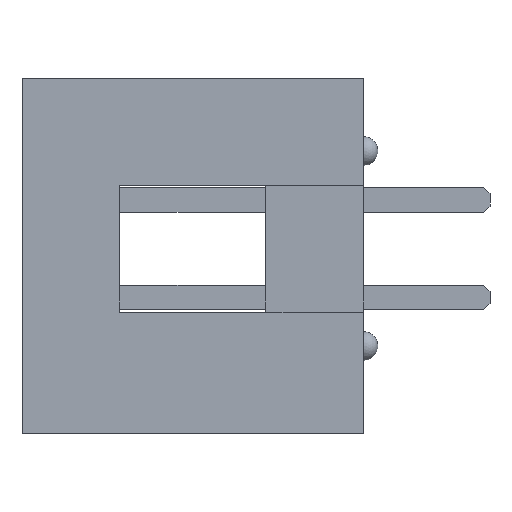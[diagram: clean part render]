
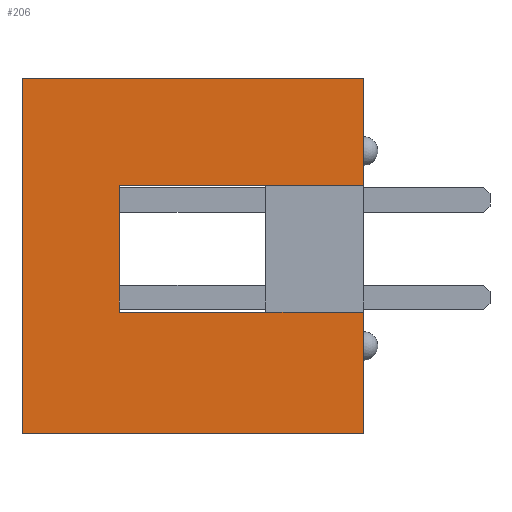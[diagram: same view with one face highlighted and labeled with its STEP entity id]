
A CAD part, left-side view. The second image highlights one B-rep face of the part: STEP entity #206.
In plain terms, the highlighted planar face has unit normal (-1, 0, 0).
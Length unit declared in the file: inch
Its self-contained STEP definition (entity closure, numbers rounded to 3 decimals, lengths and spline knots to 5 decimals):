
#206 = ADVANCED_FACE( '', ( #339 ), #340, .F. );
#339 = FACE_OUTER_BOUND( '', #528, .T. );
#340 = PLANE( '', #529 );
#528 = EDGE_LOOP( '', ( #970, #971, #972, #973, #974, #975, #976, #977 ) );
#529 = AXIS2_PLACEMENT_3D( '', #978, #979, #980 );
#970 = ORIENTED_EDGE( '', *, *, #1531, .F. );
#971 = ORIENTED_EDGE( '', *, *, #1514, .F. );
#972 = ORIENTED_EDGE( '', *, *, #1524, .F. );
#973 = ORIENTED_EDGE( '', *, *, #1462, .F. );
#974 = ORIENTED_EDGE( '', *, *, #1507, .T. );
#975 = ORIENTED_EDGE( '', *, *, #1467, .T. );
#976 = ORIENTED_EDGE( '', *, *, #1523, .F. );
#977 = ORIENTED_EDGE( '', *, *, #1533, .F. );
#978 = CARTESIAN_POINT( '', ( -0.175, 0., 0. ) );
#979 = DIRECTION( '', ( 1., 0., 0. ) );
#980 = DIRECTION( '', ( 0., 0., -1. ) );
#1462 = EDGE_CURVE( '', #1754, #1747, #1756, .T. );
#1467 = EDGE_CURVE( '', #1764, #1762, #1765, .T. );
#1507 = EDGE_CURVE( '', #1754, #1764, #1827, .T. );
#1514 = EDGE_CURVE( '', #1835, #1837, #1838, .T. );
#1523 = EDGE_CURVE( '', #1851, #1762, #1853, .T. );
#1524 = EDGE_CURVE( '', #1747, #1835, #1854, .T. );
#1531 = EDGE_CURVE( '', #1837, #1855, #1865, .T. );
#1533 = EDGE_CURVE( '', #1855, #1851, #1867, .T. );
#1747 = VERTEX_POINT( '', #2207 );
#1754 = VERTEX_POINT( '', #2217 );
#1756 = LINE( '', #2220, #2221 );
#1762 = VERTEX_POINT( '', #2230 );
#1764 = VERTEX_POINT( '', #2233 );
#1765 = LINE( '', #2234, #2235 );
#1827 = LINE( '', #2336, #2337 );
#1835 = VERTEX_POINT( '', #2350 );
#1837 = VERTEX_POINT( '', #2353 );
#1838 = LINE( '', #2354, #2355 );
#1851 = VERTEX_POINT( '', #2371 );
#1853 = LINE( '', #2374, #2375 );
#1854 = LINE( '', #2376, #2377 );
#1855 = VERTEX_POINT( '', #2378 );
#1865 = LINE( '', #2394, #2395 );
#1867 = LINE( '', #2398, #2399 );
#2207 = CARTESIAN_POINT( '', ( -0.175, 0., -0.065 ) );
#2217 = CARTESIAN_POINT( '', ( -0.175, 0.25, -0.065 ) );
#2220 = CARTESIAN_POINT( '', ( -0.175, 0.25, -0.065 ) );
#2221 = VECTOR( '', #2802, 39.37008 );
#2230 = CARTESIAN_POINT( '', ( -0.175, 0., 0.065 ) );
#2233 = CARTESIAN_POINT( '', ( -0.175, 0.25, 0.065 ) );
#2234 = CARTESIAN_POINT( '', ( -0.175, 0.25, 0.065 ) );
#2235 = VECTOR( '', #2807, 39.37008 );
#2336 = CARTESIAN_POINT( '', ( -0.175, 0.25, 0. ) );
#2337 = VECTOR( '', #2847, 39.37008 );
#2350 = CARTESIAN_POINT( '', ( -0.175, 0., -0.19 ) );
#2353 = CARTESIAN_POINT( '', ( -0.175, 0.35, -0.19 ) );
#2354 = CARTESIAN_POINT( '', ( -0.175, 0., -0.19 ) );
#2355 = VECTOR( '', #2854, 39.37008 );
#2371 = CARTESIAN_POINT( '', ( -0.175, 0., 0.175 ) );
#2374 = CARTESIAN_POINT( '', ( -0.175, 0., 0.175 ) );
#2375 = VECTOR( '', #2871, 39.37008 );
#2376 = CARTESIAN_POINT( '', ( -0.175, 0., 0.175 ) );
#2377 = VECTOR( '', #2872, 39.37008 );
#2378 = CARTESIAN_POINT( '', ( -0.175, 0.35, 0.175 ) );
#2394 = CARTESIAN_POINT( '', ( -0.175, 0.35, -0.19 ) );
#2395 = VECTOR( '', #2879, 39.37008 );
#2398 = CARTESIAN_POINT( '', ( -0.175, 0.35, 0.175 ) );
#2399 = VECTOR( '', #2881, 39.37008 );
#2802 = DIRECTION( '', ( 0., -1., 0. ) );
#2807 = DIRECTION( '', ( 0., -1., 0. ) );
#2847 = DIRECTION( '', ( 0., 0., 1. ) );
#2854 = DIRECTION( '', ( 0., 1., 0. ) );
#2871 = DIRECTION( '', ( 0., 0., -1. ) );
#2872 = DIRECTION( '', ( 0., 0., -1. ) );
#2879 = DIRECTION( '', ( 0., 0., 1. ) );
#2881 = DIRECTION( '', ( 0., -1., 0. ) );
